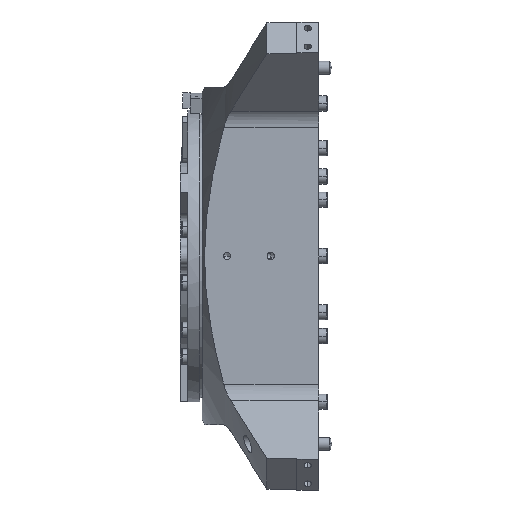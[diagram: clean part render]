
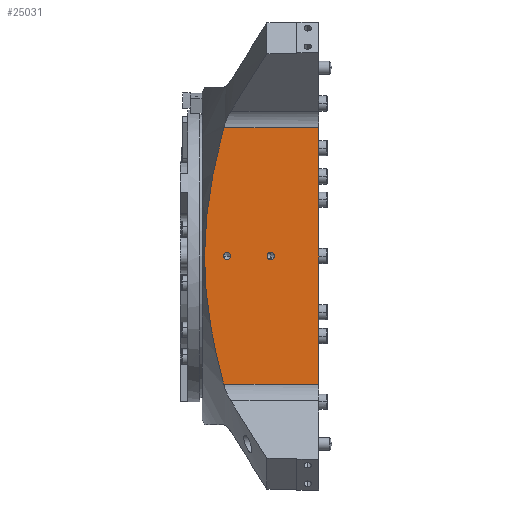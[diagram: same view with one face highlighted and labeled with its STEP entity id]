
A CAD part, left-side view. The second image highlights one B-rep face of the part: STEP entity #25031.
In plain terms, the highlighted planar face has unit normal (-1, 0, 0).
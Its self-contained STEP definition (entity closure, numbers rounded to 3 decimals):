
#3948=CARTESIAN_POINT('',(-77.5,52.387,0.));
#3949=CARTESIAN_POINT('',(-77.5,52.387,1.864));
#3950=CARTESIAN_POINT('',(-77.5,52.333,5.602));
#3951=CARTESIAN_POINT('',(-77.5,52.052,11.254));
#3952=CARTESIAN_POINT('',(-77.5,51.605,16.913));
#3953=CARTESIAN_POINT('',(-77.5,50.975,22.604));
#3954=CARTESIAN_POINT('',(-77.5,50.18,28.347));
#3955=CARTESIAN_POINT('',(-77.5,49.207,34.16));
#3956=CARTESIAN_POINT('',(-77.5,48.072,40.076));
#3957=CARTESIAN_POINT('',(-77.5,46.761,46.124));
#3958=CARTESIAN_POINT('',(-77.5,45.272,52.339));
#3959=CARTESIAN_POINT('',(-77.5,44.165,56.626));
#3960=CARTESIAN_POINT('',(-77.5,43.579,58.802));
#4179=CARTESIAN_POINT('',(-77.5,43.579,-58.802));
#4180=CARTESIAN_POINT('',(-77.5,44.165,-56.626));
#4181=CARTESIAN_POINT('',(-77.5,45.272,-52.339));
#4182=CARTESIAN_POINT('',(-77.5,46.761,-46.124));
#4183=CARTESIAN_POINT('',(-77.5,48.072,-40.076));
#4184=CARTESIAN_POINT('',(-77.5,49.207,-34.16));
#4185=CARTESIAN_POINT('',(-77.5,50.18,-28.347));
#4186=CARTESIAN_POINT('',(-77.5,50.975,-22.604));
#4187=CARTESIAN_POINT('',(-77.5,51.605,-16.913));
#4188=CARTESIAN_POINT('',(-77.5,52.052,-11.253));
#4189=CARTESIAN_POINT('',(-77.5,52.333,-5.602));
#4190=CARTESIAN_POINT('',(-77.5,52.387,-1.864));
#4191=CARTESIAN_POINT('',(-77.5,52.387,0.));
#6268=DIRECTION('',(0.,1.,0.));
#6269=VECTOR('',#6268,43.579);
#6270=CARTESIAN_POINT('',(-77.5,0.,-58.802));
#6271=LINE('',#6270,#6269);
#6272=CARTESIAN_POINT('',(-77.5,42.,0.));
#6273=DIRECTION('',(1.,0.,0.));
#6274=DIRECTION('',(0.,1.,0.));
#6275=AXIS2_PLACEMENT_3D('',#6272,#6273,#6274);
#6277=CARTESIAN_POINT('',(-77.5,42.,0.));
#6278=DIRECTION('',(1.,0.,0.));
#6279=DIRECTION('',(0.,-1.,0.));
#6280=AXIS2_PLACEMENT_3D('',#6277,#6278,#6279);
#6282=CARTESIAN_POINT('',(-77.5,22.,0.));
#6283=DIRECTION('',(1.,0.,0.));
#6284=DIRECTION('',(0.,0.,-1.));
#6285=AXIS2_PLACEMENT_3D('',#6282,#6283,#6284);
#6287=CARTESIAN_POINT('',(-77.5,22.,0.));
#6288=DIRECTION('',(1.,0.,0.));
#6289=DIRECTION('',(0.,0.,1.));
#6290=AXIS2_PLACEMENT_3D('',#6287,#6288,#6289);
#6292=DIRECTION('',(0.,0.,1.));
#6293=VECTOR('',#6292,117.603);
#6294=CARTESIAN_POINT('',(-77.5,0.,-58.802));
#6295=LINE('',#6294,#6293);
#6348=DIRECTION('',(0.,-1.,0.));
#6349=VECTOR('',#6348,43.579);
#6350=CARTESIAN_POINT('',(-77.5,43.579,58.802));
#6351=LINE('',#6350,#6349);
#9759=CARTESIAN_POINT('',(-77.5,0.,-58.802));
#9760=VERTEX_POINT('',#9759);
#9761=CARTESIAN_POINT('',(-77.5,0.,58.802));
#9762=VERTEX_POINT('',#9761);
#9869=CARTESIAN_POINT('',(-77.5,43.579,58.802));
#9870=VERTEX_POINT('',#9869);
#9871=CARTESIAN_POINT('',(-77.5,43.579,-58.802));
#9872=VERTEX_POINT('',#9871);
#9873=VERTEX_POINT('',#4191);
#9874=CARTESIAN_POINT('',(-77.5,22.,1.65));
#9875=CARTESIAN_POINT('',(-77.5,22.,-1.65));
#9876=VERTEX_POINT('',#9874);
#9877=VERTEX_POINT('',#9875);
#9878=CARTESIAN_POINT('',(-77.5,40.35,0.));
#9879=CARTESIAN_POINT('',(-77.5,43.65,0.));
#9880=VERTEX_POINT('',#9878);
#9881=VERTEX_POINT('',#9879);
#25006=CARTESIAN_POINT('',(-77.5,59.5,63.358));
#25007=DIRECTION('',(1.,0.,0.));
#25008=DIRECTION('',(0.,0.,-1.));
#25009=AXIS2_PLACEMENT_3D('',#25006,#25007,#25008);
#25010=PLANE('',#25009);
#25011=ORIENTED_EDGE('',*,*,#13152,.F.);
#25012=ORIENTED_EDGE('',*,*,#24994,.T.);
#25013=ORIENTED_EDGE('',*,*,#20304,.T.);
#25014=ORIENTED_EDGE('',*,*,#20106,.T.);
#25016=ORIENTED_EDGE('',*,*,#25015,.T.);
#25017=EDGE_LOOP('',(#25011,#25012,#25013,#25014,#25016));
#25018=FACE_OUTER_BOUND('',#25017,.F.);
#25020=ORIENTED_EDGE('',*,*,#25019,.F.);
#25022=ORIENTED_EDGE('',*,*,#25021,.F.);
#25023=EDGE_LOOP('',(#25020,#25022));
#25024=FACE_BOUND('',#25023,.F.);
#25026=ORIENTED_EDGE('',*,*,#25025,.F.);
#25028=ORIENTED_EDGE('',*,*,#25027,.F.);
#25029=EDGE_LOOP('',(#25026,#25028));
#25030=FACE_BOUND('',#25029,.F.);
#25031=ADVANCED_FACE('',(#25018,#25024,#25030),#25010,.F.);
#3961=B_SPLINE_CURVE_WITH_KNOTS('',3,(#3948,#3949,#3950,#3951,#3952,#3953,#3954,
#3955,#3956,#3957,#3958,#3959,#3960),.UNSPECIFIED.,.F.,.F.,(4,1,1,1,1,1,1,1,1,1,
4),(0.,0.1,0.2,0.3,0.4,0.5,0.6,0.7,0.8,0.9,1.),
.UNSPECIFIED.);
#4192=B_SPLINE_CURVE_WITH_KNOTS('',3,(#4179,#4180,#4181,#4182,#4183,#4184,#4185,
#4186,#4187,#4188,#4189,#4190,#4191),.UNSPECIFIED.,.F.,.F.,(4,1,1,1,1,1,1,1,1,1,
4),(0.,0.1,0.2,0.3,0.4,0.5,0.6,0.7,0.8,0.9,1.),
.UNSPECIFIED.);
#6276=CIRCLE('',#6275,1.65);
#6281=CIRCLE('',#6280,1.65);
#6286=CIRCLE('',#6285,1.65);
#6291=CIRCLE('',#6290,1.65);
#13152=EDGE_CURVE('',#9760,#9762,#6295,.T.);
#20106=EDGE_CURVE('',#9873,#9870,#3961,.T.);
#20304=EDGE_CURVE('',#9872,#9873,#4192,.T.);
#24994=EDGE_CURVE('',#9760,#9872,#6271,.T.);
#25015=EDGE_CURVE('',#9870,#9762,#6351,.T.);
#25019=EDGE_CURVE('',#9877,#9876,#6286,.T.);
#25021=EDGE_CURVE('',#9876,#9877,#6291,.T.);
#25025=EDGE_CURVE('',#9881,#9880,#6276,.T.);
#25027=EDGE_CURVE('',#9880,#9881,#6281,.T.);
